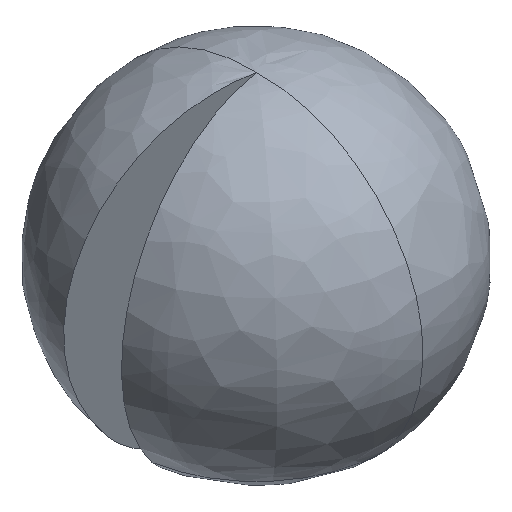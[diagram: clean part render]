
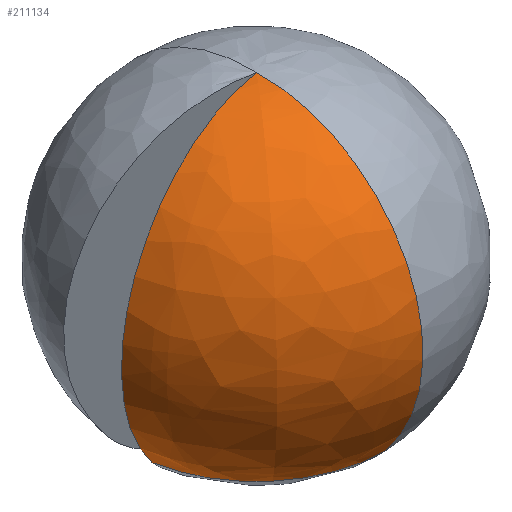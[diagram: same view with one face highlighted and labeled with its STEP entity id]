
A CAD part, isometric view. The second image highlights one B-rep face of the part: STEP entity #211134.
In plain terms, the highlighted free-form (B-spline) face has degree [3, 3] with [4, 4] control points.
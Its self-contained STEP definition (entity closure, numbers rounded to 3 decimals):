
#22610 = DIRECTION ( 'NONE',  ( 0., 0., 1. ) ) ;
#23320 = DIRECTION ( 'NONE',  ( 1., 0., 0. ) ) ;
#23740 = CARTESIAN_POINT ( 'NONE',  ( -1781.413, 641.475, 314.111 ) ) ;
#24439 = CARTESIAN_POINT ( 'NONE',  ( -507.065, -319.689, 998.724 ) ) ;
#25139 = CARTESIAN_POINT ( 'NONE',  ( -918.4, 641.475, 1808.895 ) ) ;
#29251 = EDGE_CURVE ( 'NONE', #151869, #113314, #162183, .T. ) ;
#58966 = CARTESIAN_POINT ( 'NONE',  ( 0., 1770.443, 1256.044 ) ) ;
#65529 = CARTESIAN_POINT ( 'NONE',  ( -49.237, 479.999, 8.682 ) ) ;
#70112 = FACE_OUTER_BOUND ( 'NONE', #128588, .T. ) ;
#71522 = CARTESIAN_POINT ( 'NONE',  ( 0., 479.999, 49.996 ) ) ;
#72652 = CARTESIAN_POINT ( 'NONE',  ( 0., 1719.792, 0. ) ) ;
#76780 = AXIS2_PLACEMENT_3D ( 'NONE', #65529, #128097, #79196 ) ;
#77712 = CARTESIAN_POINT ( 'NONE',  ( -983.551, -319.689, 173.427 ) ) ;
#79196 = DIRECTION ( 'NONE',  ( -0.985, 0., 0.174 ) ) ;
#87511 = AXIS2_PLACEMENT_3D ( 'NONE', #71522, #23320, #22610 ) ;
#89166 = CARTESIAN_POINT ( 'NONE',  ( -1126.225, 1770.443, 846.132 ) ) ;
#92282 = EDGE_CURVE ( 'NONE', #151869, #147977, #104485, .T. ) ;
#92713 = DIRECTION ( 'NONE',  ( 0., 1., 0. ) ) ;
#93494 = EDGE_CURVE ( 'NONE', #113314, #147977, #209993, .T. ) ;
#104485 = CIRCLE ( 'NONE', #87511, 1240.8 ) ;
#107848 = CARTESIAN_POINT ( 'NONE',  ( -1236.962, 1770.443, 218.11 ) ) ;
#108555 = CARTESIAN_POINT ( 'NONE',  ( 0., 1719.792, 0. ) ) ;
#113314 = VERTEX_POINT ( 'NONE', #77712 ) ;
#122965 = CARTESIAN_POINT ( 'NONE',  ( -895.5, -319.689, 672.788 ) ) ;
#123675 = CARTESIAN_POINT ( 'NONE',  ( -637.71, 1770.443, 1256.044 ) ) ;
#128097 = DIRECTION ( 'NONE',  ( 0.174, 0., 0.985 ) ) ;
#128588 = EDGE_LOOP ( 'NONE', ( #178511, #199969, #154951 ) ) ;
#139468 = CARTESIAN_POINT ( 'NONE',  ( 0., -319.689, 998.724 ) ) ;
#141604 = CARTESIAN_POINT ( 'NONE',  ( -983.551, -319.689, 173.427 ) ) ;
#147977 = VERTEX_POINT ( 'NONE', #160504 ) ;
#151869 = VERTEX_POINT ( 'NONE', #202472 ) ;
#154951 = ORIENTED_EDGE ( 'NONE', *, *, #93494, .T. ) ;
#157607 =( BOUNDED_SURFACE ( )  B_SPLINE_SURFACE ( 3, 3, ( 
 ( #158217, #72652, #108555, #187816 ),
 ( #107848, #89166, #123675, #58966 ),
 ( #23740, #205035, #25139, #172658 ),
 ( #141604, #122965, #24439, #139468 ) ),
 .UNSPECIFIED., .F., .F., .F. ) 
 B_SPLINE_SURFACE_WITH_KNOTS ( ( 4, 4 ),
 ( 4, 4 ),
 ( 0., 1. ),
 ( 0., 1. ),
 .UNSPECIFIED. ) 
 GEOMETRIC_REPRESENTATION_ITEM ( )  RATIONAL_B_SPLINE_SURFACE ( (
 ( 1., 0.844, 0.844, 1.),
 ( 0.602, 0.508, 0.508, 0.602),
 ( 0.602, 0.508, 0.508, 0.602),
 ( 1., 0.844, 0.844, 1.) ) ) 
 REPRESENTATION_ITEM ( '' )  SURFACE ( )  );
#158217 = CARTESIAN_POINT ( 'NONE',  ( 0., 1719.792, 0. ) ) ;
#158952 = DIRECTION ( 'NONE',  ( 0., 0., 1. ) ) ;
#160504 = CARTESIAN_POINT ( 'NONE',  ( 0., -319.689, 998.724 ) ) ;
#161895 = AXIS2_PLACEMENT_3D ( 'NONE', #174784, #92713, #158952 ) ;
#162183 = CIRCLE ( 'NONE', #76780, 1240.8 ) ;
#172658 = CARTESIAN_POINT ( 'NONE',  ( 0., 641.475, 1808.895 ) ) ;
#174784 = CARTESIAN_POINT ( 'NONE',  ( 0., -319.689, 0. ) ) ;
#178511 = ORIENTED_EDGE ( 'NONE', *, *, #92282, .F. ) ;
#187816 = CARTESIAN_POINT ( 'NONE',  ( 0., 1719.792, 0. ) ) ;
#199969 = ORIENTED_EDGE ( 'NONE', *, *, #29251, .T. ) ;
#202472 = CARTESIAN_POINT ( 'NONE',  ( 0., 1719.792, 0. ) ) ;
#205035 = CARTESIAN_POINT ( 'NONE',  ( -1621.935, 641.475, 1218.559 ) ) ;
#209993 = CIRCLE ( 'NONE', #161895, 998.724 ) ;
#211134 = ADVANCED_FACE ( 'NONE', ( #70112 ), #157607, .T. ) ;
